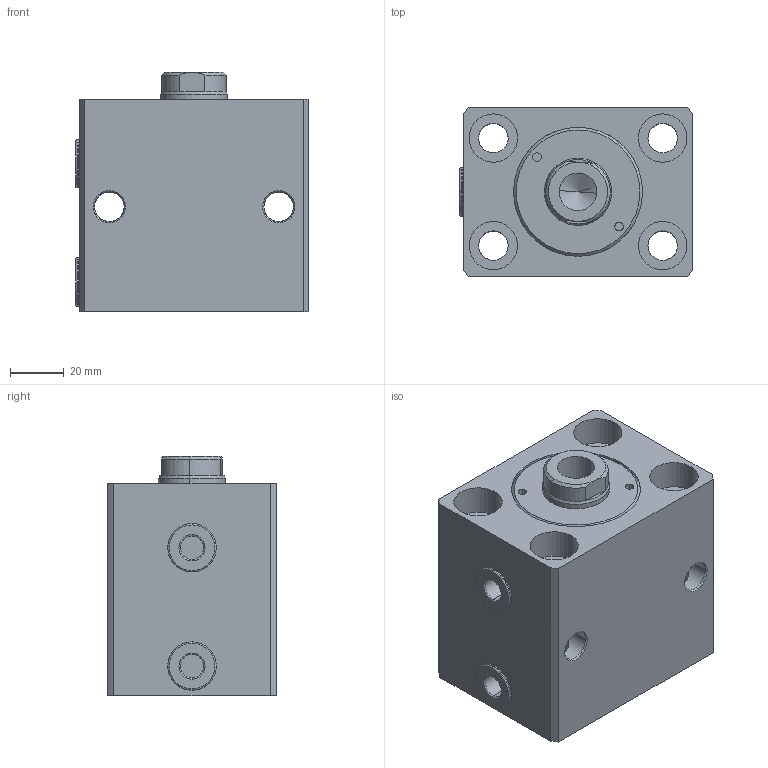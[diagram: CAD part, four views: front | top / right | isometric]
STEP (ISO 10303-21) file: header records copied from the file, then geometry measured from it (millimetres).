
FILE_DESCRIPTION (( 'STEP AP203' ), '1' );
FILE_NAME ('HBC-40DX25N邧雄詢揤詰.STEP', '2019-04-29T06:36:49', ( 'User' ), ( 'china' ), 'SwSTEP 2.0', 'SolidWorks 2018', '' );
FILE_SCHEMA (( 'CONFIG_CONTROL_DESIGN' ));
Length unit declared in the file: millimetre
Products named in the file (5): HBC-40DX25N邧雄詢揤詰; 掛25; 黑22; 魂25; ǰ
Assembly tree (5 placements, depth 2):
  HBC-40DX25N邧雄詢揤詰
    掛25
    黑22  x2
    魂25
    ǰ
Bounding box: 86.5 x 63 x 89 mm (x, y, z)
Volume: 355315.5 mm3; surface area: 77561 mm2
Topology: 5 solids, 5 shells, 207 faces, 502 edges, 314 vertices
Faces by surface type: cylinder 105, plane 43, torus 28, cone 19, bspline 12
Entity records: 11343 total; most frequent: CARTESIAN_POINT 6511, ORIENTED_EDGE 932, DIRECTION 882, EDGE_CURVE 466, AXIS2_PLACEMENT_3D 367, VERTEX_POINT 294, EDGE_LOOP 224, FACE_OUTER_BOUND 189
